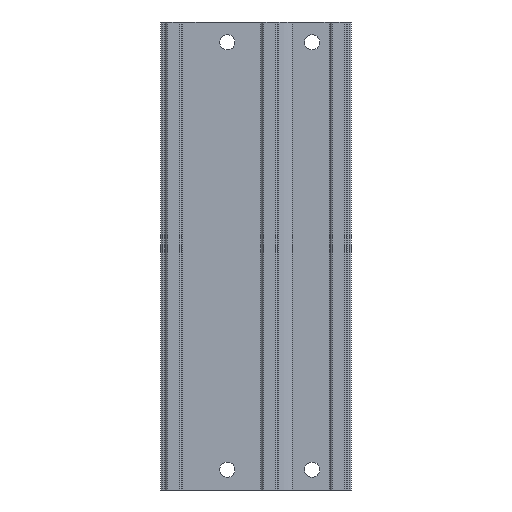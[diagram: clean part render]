
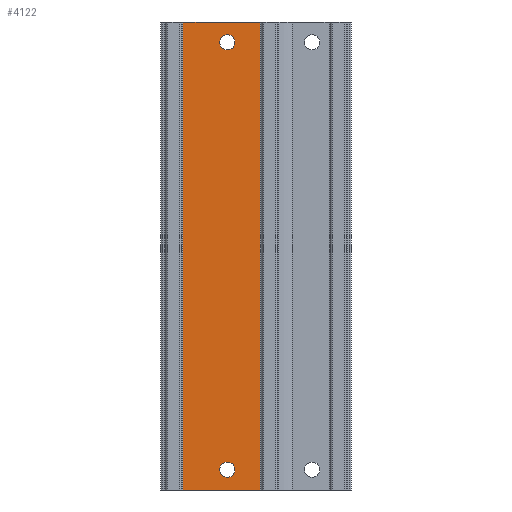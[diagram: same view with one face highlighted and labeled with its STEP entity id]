
A CAD part, front view. The second image highlights one B-rep face of the part: STEP entity #4122.
In plain terms, the highlighted planar face has unit normal (0, -1, 0).
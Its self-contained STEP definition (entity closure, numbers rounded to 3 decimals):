
#175=PLANE('',#4456);
#309=CIRCLE('',#4457,2.25);
#310=CIRCLE('',#4458,2.25);
#616=ORIENTED_EDGE('',*,*,#1702,.F.);
#617=ORIENTED_EDGE('',*,*,#1703,.F.);
#618=ORIENTED_EDGE('',*,*,#1704,.F.);
#619=ORIENTED_EDGE('',*,*,#1701,.F.);
#620=ORIENTED_EDGE('',*,*,#1705,.T.);
#621=ORIENTED_EDGE('',*,*,#1706,.T.);
#1701=EDGE_CURVE('',#2239,#2238,#2634,.T.);
#1702=EDGE_CURVE('',#2240,#2240,#309,.T.);
#1703=EDGE_CURVE('',#2241,#2241,#310,.T.);
#1704=EDGE_CURVE('',#2238,#2242,#2635,.T.);
#1705=EDGE_CURVE('',#2239,#2243,#2636,.T.);
#1706=EDGE_CURVE('',#2243,#2242,#2637,.T.);
#2238=VERTEX_POINT('',#6606);
#2239=VERTEX_POINT('',#6608);
#2240=VERTEX_POINT('',#6612);
#2241=VERTEX_POINT('',#6614);
#2242=VERTEX_POINT('',#6616);
#2243=VERTEX_POINT('',#6618);
#2634=LINE('',#6609,#2920);
#2635=LINE('',#6615,#2921);
#2636=LINE('',#6617,#2922);
#2637=LINE('',#6619,#2923);
#2920=VECTOR('',#5037,1000.);
#2921=VECTOR('',#5044,1000.);
#2922=VECTOR('',#5045,1000.);
#2923=VECTOR('',#5046,1000.);
#3207=EDGE_LOOP('',(#616));
#3208=EDGE_LOOP('',(#617));
#3209=EDGE_LOOP('',(#618,#619,#620,#621));
#3621=FACE_BOUND('',#3207,.T.);
#3622=FACE_BOUND('',#3208,.T.);
#3623=FACE_BOUND('',#3209,.T.);
#4122=ADVANCED_FACE('',(#3621,#3622,#3623),#175,.T.);
#4456=AXIS2_PLACEMENT_3D('',#6610,#5038,#5039);
#4457=AXIS2_PLACEMENT_3D('',#6611,#5040,#5041);
#4458=AXIS2_PLACEMENT_3D('',#6613,#5042,#5043);
#5037=DIRECTION('',(0.,0.,1.));
#5038=DIRECTION('',(0.,-1.,0.));
#5039=DIRECTION('',(0.,0.,-1.));
#5040=DIRECTION('',(0.,-1.,0.));
#5041=DIRECTION('',(0.,0.,-1.));
#5042=DIRECTION('',(0.,-1.,0.));
#5043=DIRECTION('',(0.,0.,-1.));
#5044=DIRECTION('',(1.,0.,0.));
#5045=DIRECTION('',(1.,0.,0.));
#5046=DIRECTION('',(0.,0.,1.));
#6606=CARTESIAN_POINT('',(-27.6,6.5,0.));
#6608=CARTESIAN_POINT('',(-27.6,6.5,-138.));
#6609=CARTESIAN_POINT('',(-27.6,6.5,-138.));
#6610=CARTESIAN_POINT('',(-27.6,6.5,-138.));
#6611=CARTESIAN_POINT('',(-14.5,6.5,-132.));
#6612=CARTESIAN_POINT('',(-14.5,6.5,-134.25));
#6613=CARTESIAN_POINT('',(-14.5,6.5,-6.));
#6614=CARTESIAN_POINT('',(-14.5,6.5,-8.25));
#6615=CARTESIAN_POINT('',(-27.6,6.5,0.));
#6616=CARTESIAN_POINT('',(-4.75,6.5,0.));
#6617=CARTESIAN_POINT('',(-27.6,6.5,-138.));
#6618=CARTESIAN_POINT('',(-4.75,6.5,-138.));
#6619=CARTESIAN_POINT('',(-4.75,6.5,-138.));
